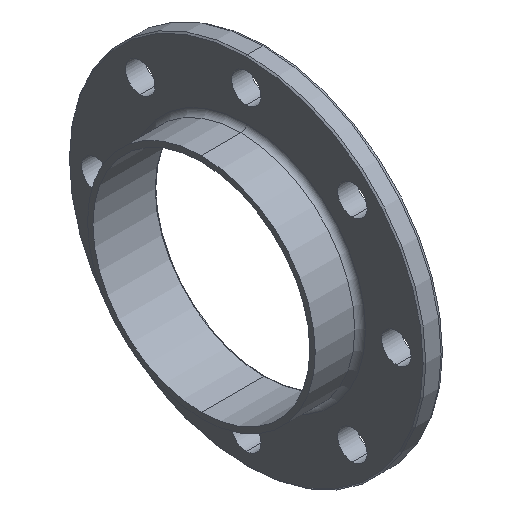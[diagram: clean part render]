
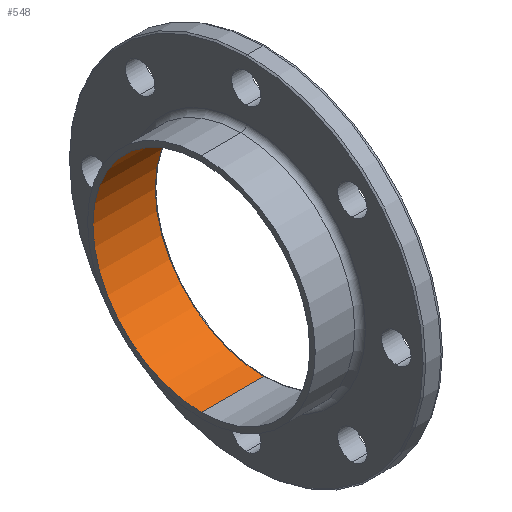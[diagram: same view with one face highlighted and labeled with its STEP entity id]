
A CAD part, isometric view. The second image highlights one B-rep face of the part: STEP entity #548.
In plain terms, the highlighted cylindrical face has radius 40.5 mm (diameter 81 mm), a partial arc.
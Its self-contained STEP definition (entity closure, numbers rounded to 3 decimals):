
#76 = DIRECTION ( 'NONE',  ( 0., 0., 1. ) ) ;
#157 = VECTOR ( 'NONE', #1282, 1000. ) ;
#179 = CARTESIAN_POINT ( 'NONE',  ( 13.109, 0., 40.5 ) ) ;
#225 = CARTESIAN_POINT ( 'NONE',  ( 13.109, 0., -40.5 ) ) ;
#233 = DIRECTION ( 'NONE',  ( -1., 0., 0. ) ) ;
#269 = VERTEX_POINT ( 'NONE', #179 ) ;
#299 = EDGE_CURVE ( 'NONE', #269, #753, #959, .T. ) ;
#348 = EDGE_CURVE ( 'NONE', #753, #526, #1301, .T. ) ;
#371 = EDGE_CURVE ( 'NONE', #390, #526, #1073, .T. ) ;
#390 = VERTEX_POINT ( 'NONE', #225 ) ;
#438 = CARTESIAN_POINT ( 'NONE',  ( -59.784, 0., -40.5 ) ) ;
#474 = AXIS2_PLACEMENT_3D ( 'NONE', #1022, #584, #76 ) ;
#526 = VERTEX_POINT ( 'NONE', #1007 ) ;
#548 = ADVANCED_FACE ( 'NONE', ( #1136 ), #810, .F. ) ;
#572 = VECTOR ( 'NONE', #233, 1000. ) ;
#584 = DIRECTION ( 'NONE',  ( -1., 0., 0. ) ) ;
#608 = DIRECTION ( 'NONE',  ( -1., 0., 0. ) ) ;
#667 = EDGE_CURVE ( 'NONE', #269, #390, #752, .T. ) ;
#710 = AXIS2_PLACEMENT_3D ( 'NONE', #1061, #1171, #1166 ) ;
#749 = CARTESIAN_POINT ( 'NONE',  ( -10.167, 0., 40.5 ) ) ;
#752 = CIRCLE ( 'NONE', #474, 40.5 ) ;
#753 = VERTEX_POINT ( 'NONE', #749 ) ;
#810 = CYLINDRICAL_SURFACE ( 'NONE', #966, 40.5 ) ;
#859 = CARTESIAN_POINT ( 'NONE',  ( -59.784, 0., 40.5 ) ) ;
#959 = LINE ( 'NONE', #859, #157 ) ;
#966 = AXIS2_PLACEMENT_3D ( 'NONE', #1240, #608, #1036 ) ;
#998 = ORIENTED_EDGE ( 'NONE', *, *, #299, .T. ) ;
#1007 = CARTESIAN_POINT ( 'NONE',  ( -10.167, 0., -40.5 ) ) ;
#1022 = CARTESIAN_POINT ( 'NONE',  ( 13.109, 0., 0. ) ) ;
#1036 = DIRECTION ( 'NONE',  ( 0., 0., 1. ) ) ;
#1049 = EDGE_LOOP ( 'NONE', ( #1083, #1185, #998, #1327 ) ) ;
#1061 = CARTESIAN_POINT ( 'NONE',  ( -10.167, 0., 0. ) ) ;
#1073 = LINE ( 'NONE', #438, #572 ) ;
#1083 = ORIENTED_EDGE ( 'NONE', *, *, #371, .F. ) ;
#1136 = FACE_OUTER_BOUND ( 'NONE', #1049, .T. ) ;
#1166 = DIRECTION ( 'NONE',  ( 0., 0., 1. ) ) ;
#1171 = DIRECTION ( 'NONE',  ( -1., 0., 0. ) ) ;
#1185 = ORIENTED_EDGE ( 'NONE', *, *, #667, .F. ) ;
#1240 = CARTESIAN_POINT ( 'NONE',  ( -59.784, 0., 0. ) ) ;
#1282 = DIRECTION ( 'NONE',  ( -1., 0., 0. ) ) ;
#1301 = CIRCLE ( 'NONE', #710, 40.5 ) ;
#1327 = ORIENTED_EDGE ( 'NONE', *, *, #348, .T. ) ;
